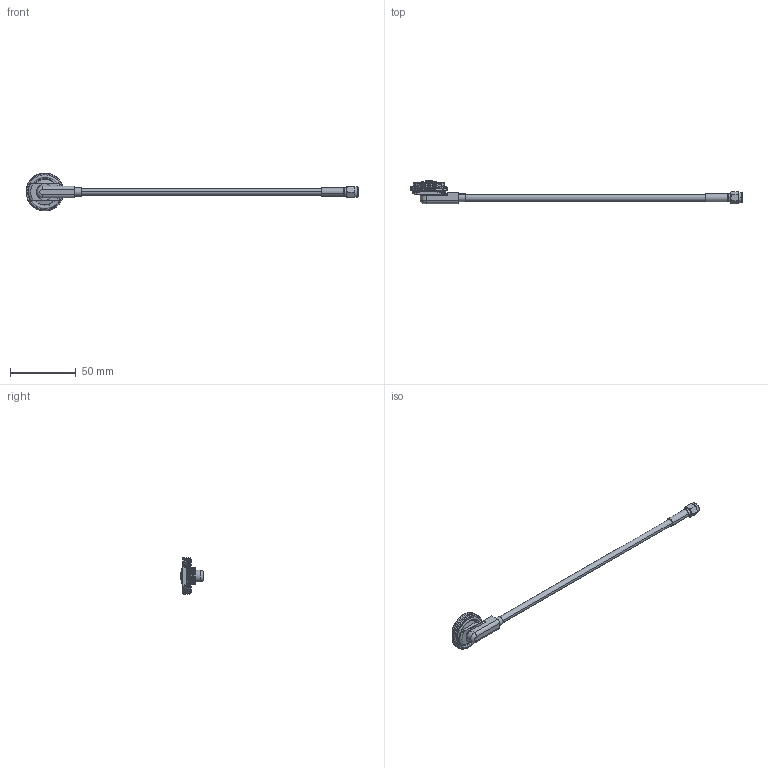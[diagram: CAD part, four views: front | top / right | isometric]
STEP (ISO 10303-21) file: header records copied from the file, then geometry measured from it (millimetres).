
FILE_DESCRIPTION (( 'STEP AP214' ), '1' );
FILE_NAME ('CAB.V08_web.STEP', '2020-06-03T08:03:08', ( '' ), ( '' ), 'SwSTEP 2.0', 'SolidWorks 2018', '' );
FILE_SCHEMA (( 'AUTOMOTIVE_DESIGN' ));
Length unit declared in the file: millimetre
Products named in the file (2): CAB.V08_web
Bounding box: 251.81 x 17.97 x 28.58 mm (x, y, z)
Surface area: 9311.3 mm2 (no closed solid volume)
Topology: 0 solids, 14 shells, 168 faces, 599 edges, 406 vertices
Faces by surface type: cylinder 71, plane 40, bspline 28, cone 19, torus 10
Entity records: 28535 total; most frequent: CARTESIAN_POINT 22119, ORIENTED_EDGE 965, DIRECTION 802, EDGE_CURVE 599, VERTEX_POINT 406, AXIS2_PLACEMENT_3D 322, B_SPLINE_CURVE_WITH_KNOTS 223, EDGE_LOOP 185
